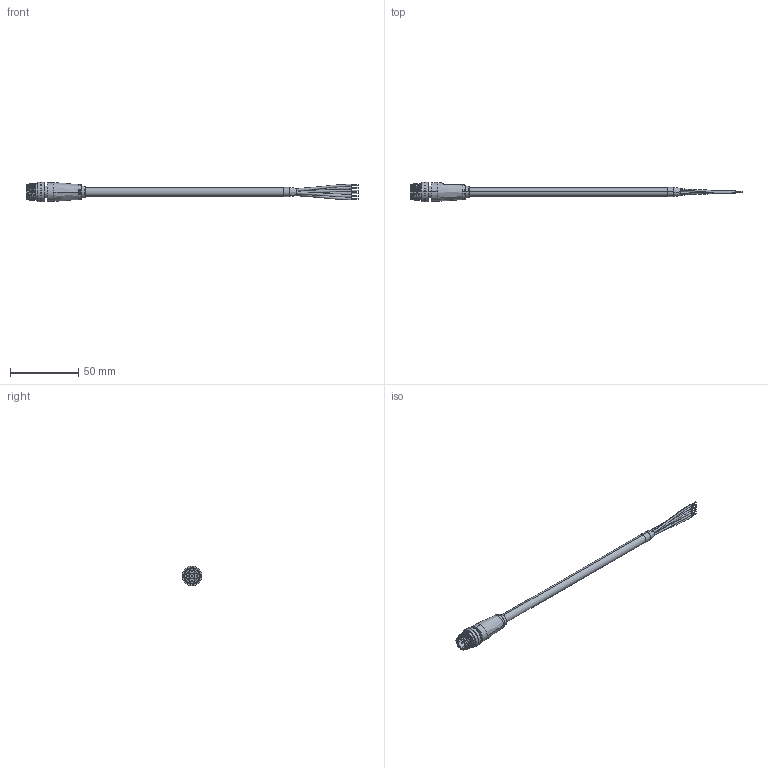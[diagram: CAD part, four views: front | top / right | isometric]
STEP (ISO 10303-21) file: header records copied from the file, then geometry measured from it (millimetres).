
FILE_DESCRIPTION (( 'STEP AP203' ), '1' );
FILE_NAME ('10-03829_revA.STEP', '2020-10-16T23:40:40', ( '' ), ( '' ), 'SwSTEP 2.0', 'SolidWorks 2015', '' );
FILE_SCHEMA (( 'CONFIG_CONTROL_DESIGN' ));
Length unit declared in the file: millimetre
Products named in the file (8): 50-00988-02_For STEP file; 50-00988-04___; 10-03829_revA; 30-01586_M12 (50 with 5mm tinned); 50-00988-03___; 50-00988___; 24-00349_Wire O6.8 mm; 50-00988-01___
Assembly tree (11 placements, depth 3):
  10-03829_revA
    30-01586_M12 (50 with 5mm tinned)
    24-00349_Wire O6.8 mm
    50-00988___
      50-00988-01___
      50-00988-02_For STEP file
      50-00988-03___  x5
      50-00988-04___
Bounding box: 243.5 x 14.5 x 14.5 mm (x, y, z)
Volume: 10515.6 mm3; surface area: 47792 mm2
Topology: 231 solids, 231 shells, 1748 faces, 3615 edges, 2362 vertices
Faces by surface type: cylinder 1022, plane 567, bspline 61, torus 45, cone 43, sphere 10
Entity records: 48945 total; most frequent: CARTESIAN_POINT 11671, DIRECTION 8323, ORIENTED_EDGE 6644, AXIS2_PLACEMENT_3D 3584, EDGE_CURVE 3322, VERTEX_POINT 2194, EDGE_LOOP 2080, CIRCLE 2018
